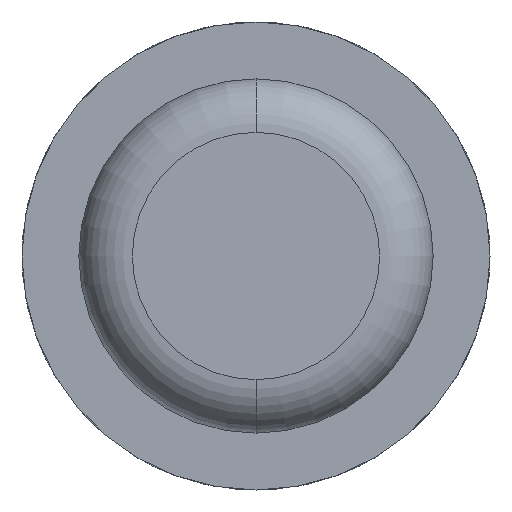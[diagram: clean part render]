
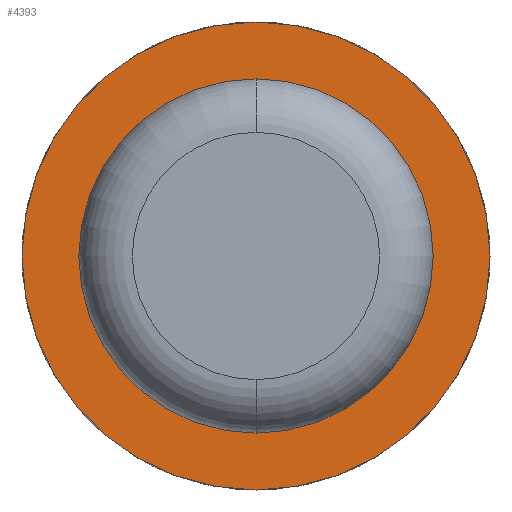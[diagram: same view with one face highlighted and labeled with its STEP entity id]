
A CAD part, front view. The second image highlights one B-rep face of the part: STEP entity #4393.
In plain terms, the highlighted planar face has unit normal (0, -1, 0).
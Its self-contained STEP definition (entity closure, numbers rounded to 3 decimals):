
#274 = CARTESIAN_POINT ( 'NONE',  ( 0., 7.9, 0. ) ) ;
#330 = PLANE ( 'NONE',  #2752 ) ;
#349 = EDGE_CURVE ( 'Defeature ausgef�hrt1_89+Defeature ausgef�hrt1_90+Defeature ausgef�hrt1_90+Defeature ausgef�hrt1_90', #1056, #4671, #4962, .T. ) ;
#646 = DIRECTION ( 'NONE',  ( 0., 0., -1. ) ) ;
#805 = CARTESIAN_POINT ( 'NONE',  ( 1.325, 7.9, 0. ) ) ;
#824 = FACE_OUTER_BOUND ( 'NONE', #1216, .T. ) ;
#841 = CARTESIAN_POINT ( 'NONE',  ( 0., 7.9, 0. ) ) ;
#936 = AXIS2_PLACEMENT_3D ( 'NONE', #1596, #4848, #3452 ) ;
#1056 = VERTEX_POINT ( 'NONE', #3464 ) ;
#1074 = ORIENTED_EDGE ( 'NONE', *, *, #349, .T. ) ;
#1121 = AXIS2_PLACEMENT_3D ( 'NONE', #841, #4622, #2260 ) ;
#1158 = DIRECTION ( 'NONE',  ( 0., 0., -1. ) ) ;
#1214 = CARTESIAN_POINT ( 'NONE',  ( 0., 7.9, -1.325 ) ) ;
#1216 = EDGE_LOOP ( 'NONE', ( #4825, #1074 ) ) ;
#1465 = AXIS2_PLACEMENT_3D ( 'NONE', #274, #3095, #1158 ) ;
#1596 = CARTESIAN_POINT ( 'NONE',  ( 0., 7.9, 0. ) ) ;
#1625 = AXIS2_PLACEMENT_3D ( 'NONE', #2109, #3030, #646 ) ;
#1770 = CIRCLE ( 'NONE', #936, 1.325 ) ;
#2064 = ORIENTED_EDGE ( 'NONE', *, *, #6056, .F. ) ;
#2109 = CARTESIAN_POINT ( 'NONE',  ( 0., 7.9, 0. ) ) ;
#2260 = DIRECTION ( 'NONE',  ( 0., 0., -1. ) ) ;
#2711 = DIRECTION ( 'NONE',  ( 0., 0., -1. ) ) ;
#2752 = AXIS2_PLACEMENT_3D ( 'NONE', #805, #4126, #2711 ) ;
#3030 = DIRECTION ( 'NONE',  ( 0., -1., 0. ) ) ;
#3095 = DIRECTION ( 'NONE',  ( 0., -1., 0. ) ) ;
#3177 = FACE_BOUND ( 'NONE', #5000, .T. ) ;
#3452 = DIRECTION ( 'NONE',  ( 0., 0., -1. ) ) ;
#3464 = CARTESIAN_POINT ( 'NONE',  ( 0., 7.9, 1.75 ) ) ;
#3467 = CIRCLE ( 'NONE', #1121, 1.75 ) ;
#3946 = ORIENTED_EDGE ( 'NONE', *, *, #6090, .F. ) ;
#4126 = DIRECTION ( 'NONE',  ( 0., -1., 0. ) ) ;
#4328 = VERTEX_POINT ( 'NONE', #1214 ) ;
#4393 = ADVANCED_FACE ( 'Defeature ausgef�hrt1_89', ( #824, #3177 ), #330, .T. ) ;
#4408 = VERTEX_POINT ( 'NONE', #4568 ) ;
#4568 = CARTESIAN_POINT ( 'NONE',  ( 0., 7.9, 1.325 ) ) ;
#4622 = DIRECTION ( 'NONE',  ( 0., -1., 0. ) ) ;
#4671 = VERTEX_POINT ( 'NONE', #5935 ) ;
#4825 = ORIENTED_EDGE ( 'NONE', *, *, #5926, .T. ) ;
#4848 = DIRECTION ( 'NONE',  ( 0., -1., 0. ) ) ;
#4942 = CIRCLE ( 'NONE', #1625, 1.325 ) ;
#4962 = CIRCLE ( 'NONE', #1465, 1.75 ) ;
#5000 = EDGE_LOOP ( 'NONE', ( #3946, #2064 ) ) ;
#5926 = EDGE_CURVE ( 'Defeature ausgef�hrt1_89+Defeature ausgef�hrt1_90+Defeature ausgef�hrt1_90+Defeature ausgef�hrt1_90', #4671, #1056, #3467, .T. ) ;
#5935 = CARTESIAN_POINT ( 'NONE',  ( 0., 7.9, -1.75 ) ) ;
#6056 = EDGE_CURVE ( 'Defeature ausgef�hrt1_88+Defeature ausgef�hrt1_89+Defeature ausgef�hrt1_89+Defeature ausgef�hrt1_89', #4408, #4328, #1770, .T. ) ;
#6090 = EDGE_CURVE ( 'Defeature ausgef�hrt1_88+Defeature ausgef�hrt1_89+Defeature ausgef�hrt1_89+Defeature ausgef�hrt1_89', #4328, #4408, #4942, .T. ) ;
